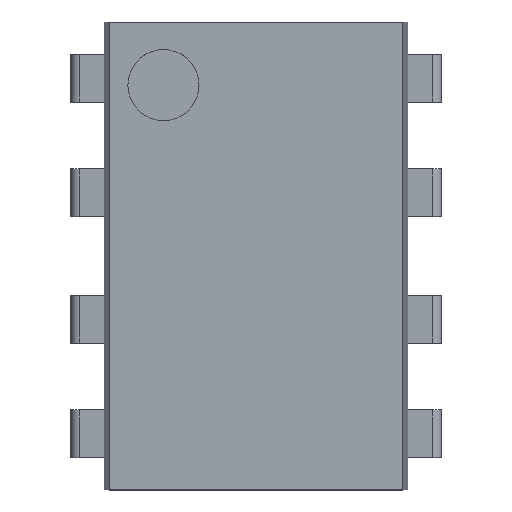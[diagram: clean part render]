
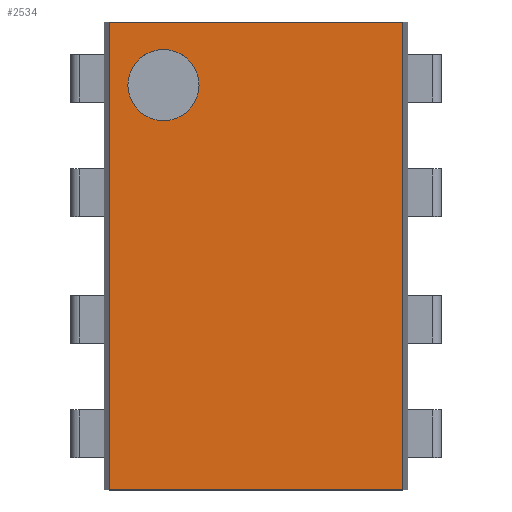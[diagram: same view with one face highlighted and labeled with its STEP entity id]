
A CAD part, top view. The second image highlights one B-rep face of the part: STEP entity #2534.
In plain terms, the highlighted planar face has unit normal (0, 0, 1).
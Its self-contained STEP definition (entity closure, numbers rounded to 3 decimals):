
#48=LINE('',#3593,#376);
#68=LINE('',#3632,#396);
#69=LINE('',#3634,#397);
#70=LINE('',#3635,#398);
#376=VECTOR('',#2892,9.86);
#396=VECTOR('',#2924,9.86);
#397=VECTOR('',#2927,6.181);
#398=VECTOR('',#2928,6.181);
#711=PLANE('',#2704);
#839=FACE_BOUND('',#1003,.T.);
#849=FACE_OUTER_BOUND('',#1002,.T.);
#1002=EDGE_LOOP('',(#1815,#1816,#1817,#1818));
#1003=EDGE_LOOP('',(#1819));
#1146=CIRCLE('',#2694,0.75);
#1180=VERTEX_POINT('',#3583);
#1182=VERTEX_POINT('',#3589);
#1184=VERTEX_POINT('',#3592);
#1196=VERTEX_POINT('',#3628);
#1197=VERTEX_POINT('',#3630);
#1422=EDGE_CURVE('',#1180,#1180,#1146,.T.);
#1425=EDGE_CURVE('',#1182,#1184,#48,.T.);
#1445=EDGE_CURVE('',#1196,#1197,#68,.T.);
#1446=EDGE_CURVE('',#1196,#1182,#69,.T.);
#1447=EDGE_CURVE('',#1184,#1197,#70,.T.);
#1815=ORIENTED_EDGE('',*,*,#1446,.F.);
#1816=ORIENTED_EDGE('',*,*,#1445,.T.);
#1817=ORIENTED_EDGE('',*,*,#1447,.F.);
#1818=ORIENTED_EDGE('',*,*,#1425,.F.);
#1819=ORIENTED_EDGE('',*,*,#1422,.T.);
#2534=ADVANCED_FACE('',(#849,#839),#711,.T.);
#2694=AXIS2_PLACEMENT_3D('',#3584,#2883,#2884);
#2704=AXIS2_PLACEMENT_3D('',#3633,#2925,#2926);
#2883=DIRECTION('center_axis',(0.,0.,
-1.));
#2884=DIRECTION('ref_axis',(1.,0.,0.));
#2892=DIRECTION('',(0.,-1.,0.));
#2924=DIRECTION('',(0.,-1.,0.));
#2925=DIRECTION('center_axis',(0.,0.,
1.));
#2926=DIRECTION('ref_axis',(-1.,0.,0.));
#2927=DIRECTION('',(1.,0.,0.));
#2928=DIRECTION('',(-1.,0.,0.));
#3583=CARTESIAN_POINT('',(-2.7,3.6,3.399));
#3584=CARTESIAN_POINT('Origin',(-1.95,3.6,3.399));
#3589=CARTESIAN_POINT('',(3.091,4.93,3.401));
#3592=CARTESIAN_POINT('',(3.091,-4.93,3.401));
#3593=CARTESIAN_POINT('',(3.091,4.93,3.401));
#3628=CARTESIAN_POINT('',(-3.091,4.93,3.399));
#3630=CARTESIAN_POINT('',(-3.091,-4.93,3.399));
#3632=CARTESIAN_POINT('',(-3.091,4.93,3.399));
#3633=CARTESIAN_POINT('Origin',(3.091,4.93,3.401));
#3634=CARTESIAN_POINT('',(-3.091,4.93,3.399));
#3635=CARTESIAN_POINT('',(-3.091,-4.93,3.399));
